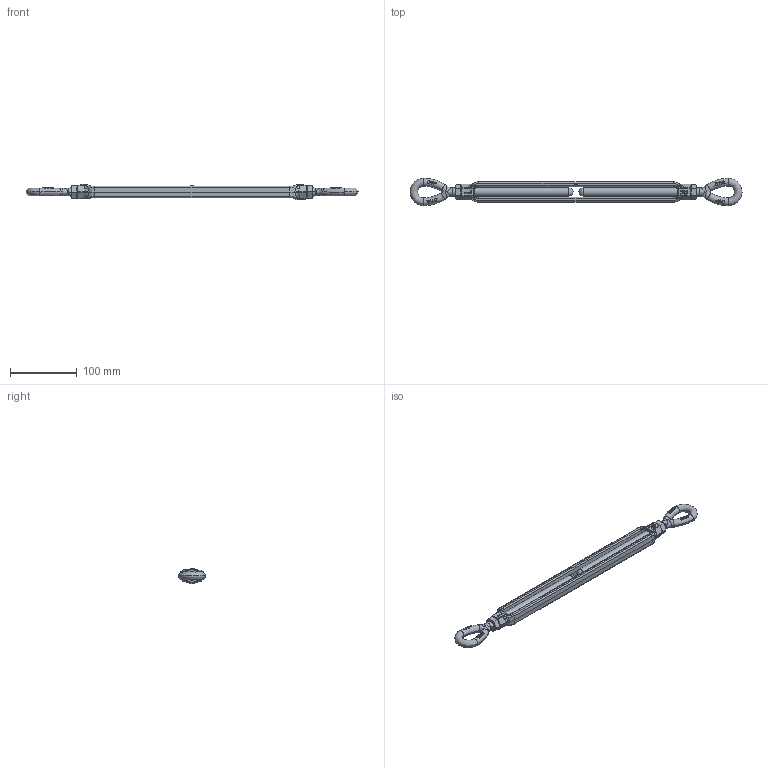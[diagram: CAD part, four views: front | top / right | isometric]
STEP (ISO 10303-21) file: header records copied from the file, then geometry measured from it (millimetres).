
FILE_DESCRIPTION(('STEP AP214'),'1');
FILE_NAME('ssgpoo1212.stp','2017-03-31T06:47:45',('TraceParts'),('TraceParts S.A.'),'Spatial InterOp 3D',' ',' ');
FILE_SCHEMA(('automotive_design'));
Length unit declared in the file: millimetre
Products named in the file (8): ssgpoo1212_1; ssgpoo1212_2; ssgpoo1212_3; ssgpoo1212_4; ssgpoo1212_5; ssgpoo1212_6; ssgpoo1212_7; ssgpoo1212_8
Bounding box: 499 x 41 x 22.6 mm (x, y, z)
Volume: 160489.9 mm3; surface area: 60706.1 mm2
Topology: 8 solids, 8 shells, 578 faces, 1484 edges, 916 vertices
Faces by surface type: plane 248, bspline 148, cylinder 116, cone 56, torus 10
Entity records: 31406 total; most frequent: CARTESIAN_POINT 14459, ORIENTED_EDGE 2928, DIRECTION 1942, EDGE_CURVE 1464, VERTEX_POINT 916, AXIS2_PLACEMENT_3D 692, EDGE_LOOP 604, B_SPLINE_CURVE_WITH_KNOTS 587
